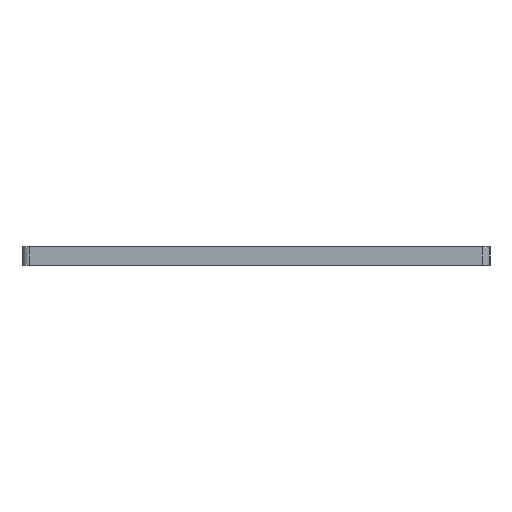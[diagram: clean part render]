
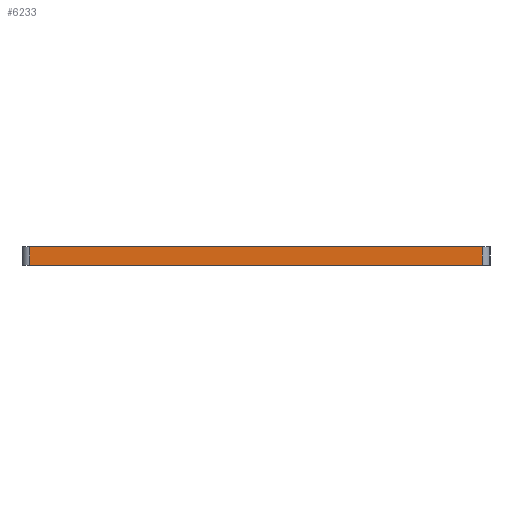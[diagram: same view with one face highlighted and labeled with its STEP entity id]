
A CAD part, left-side view. The second image highlights one B-rep face of the part: STEP entity #6233.
In plain terms, the highlighted planar face has unit normal (-1, 0, 0).
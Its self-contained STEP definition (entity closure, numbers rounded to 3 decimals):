
#499=CARTESIAN_POINT('',(0.095,1.508,11.));
#500=VERTEX_POINT('',#499);
#508=CARTESIAN_POINT('',(0.095,75.208,11.));
#509=VERTEX_POINT('',#508);
#510=CARTESIAN_POINT('',(0.095,1.508,11.));
#511=DIRECTION('',(0.,1.,0.));
#512=VECTOR('',#511,73.7);
#513=LINE('',#510,#512);
#514=EDGE_CURVE('',#500,#509,#513,.T.);
#6203=CARTESIAN_POINT('',(0.095,38.358,14.));
#6204=DIRECTION('',(-1.,0.,0.));
#6205=DIRECTION('',(0.,0.,1.));
#6206=AXIS2_PLACEMENT_3D('',#6203,#6204,#6205);
#6207=PLANE('',#6206);
#6208=CARTESIAN_POINT('',(0.095,1.508,14.));
#6209=VERTEX_POINT('',#6208);
#6210=CARTESIAN_POINT('',(0.095,75.208,14.));
#6211=VERTEX_POINT('',#6210);
#6212=CARTESIAN_POINT('',(0.095,1.508,14.));
#6213=DIRECTION('',(0.,1.,0.));
#6214=VECTOR('',#6213,73.7);
#6215=LINE('',#6212,#6214);
#6216=EDGE_CURVE('',#6209,#6211,#6215,.T.);
#6217=ORIENTED_EDGE('',*,*,#6216,.T.);
#6218=CARTESIAN_POINT('',(0.095,75.208,14.));
#6219=DIRECTION('',(-0.,-0.,-1.));
#6220=VECTOR('',#6219,3.);
#6221=LINE('',#6218,#6220);
#6222=EDGE_CURVE('',#6211,#509,#6221,.T.);
#6223=ORIENTED_EDGE('',*,*,#6222,.T.);
#6224=ORIENTED_EDGE('',*,*,#514,.F.);
#6225=CARTESIAN_POINT('',(0.095,1.508,11.));
#6226=DIRECTION('',(0.,0.,1.));
#6227=VECTOR('',#6226,3.);
#6228=LINE('',#6225,#6227);
#6229=EDGE_CURVE('',#500,#6209,#6228,.T.);
#6230=ORIENTED_EDGE('',*,*,#6229,.T.);
#6231=EDGE_LOOP('',(#6217,#6223,#6224,#6230));
#6232=FACE_BOUND('',#6231,.T.);
#6233=ADVANCED_FACE('',(#6232),#6207,.T.);
